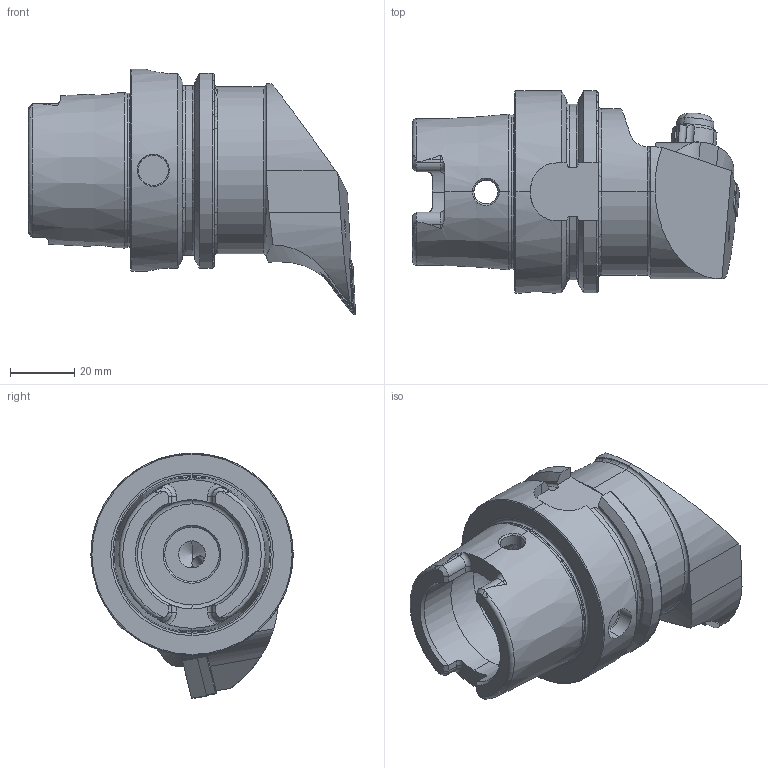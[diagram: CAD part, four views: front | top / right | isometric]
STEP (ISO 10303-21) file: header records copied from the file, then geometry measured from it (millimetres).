
FILE_DESCRIPTION (( 'STEP AP214' ), '1' );
FILE_NAME ('HA6.KVD.RUA.070.STEP', '2020-09-17T07:35:11', ( '' ), ( '' ), 'SwSTEP 2.0', 'SolidWorks 2017', '' );
FILE_SCHEMA (( 'AUTOMOTIVE_DESIGN' ));
Length unit declared in the file: millimetre
Products named in the file (10): KVT_MB_600_050; HA6-KVD.RUA.070_B; WCC-ER5.102.012_B; WCC-ER4.103.032_A; VNMG160404; WCC-ER3.102.029_C; ISO 13337 - 3 x 12_PreviewCfg; WCC-ER2.001.010_A; HA6.KVD.RUA.070; WVD-ER2.101.003_A
Assembly tree (9 placements, depth 2):
  HA6.KVD.RUA.070
    HA6-KVD.RUA.070_B
    WVD-ER2.101.003_A
    WCC-ER2.001.010_A
    VNMG160404
    WCC-ER3.102.029_C
    WCC-ER5.102.012_B
    WCC-ER4.103.032_A
    ISO 13337 - 3 x 12_PreviewCfg
    KVT_MB_600_050
Bounding box: 101.9 x 63 x 76.5 mm (x, y, z)
Volume: 149381.2 mm3; surface area: 35141.2 mm2
Topology: 10 solids, 10 shells, 465 faces, 1166 edges, 711 vertices
Faces by surface type: cylinder 154, plane 127, cone 107, torus 59, bspline 16, sphere 2
Entity records: 16617 total; most frequent: CARTESIAN_POINT 5088, ORIENTED_EDGE 2294, DIRECTION 2243, EDGE_CURVE 1147, AXIS2_PLACEMENT_3D 898, VERTEX_POINT 708, EDGE_LOOP 493, ADVANCED_FACE 465
